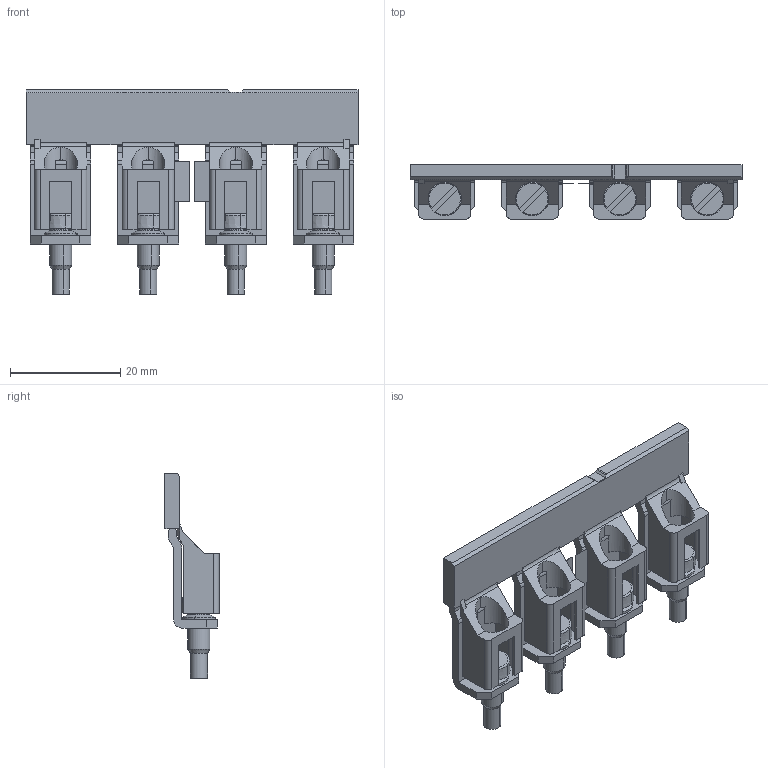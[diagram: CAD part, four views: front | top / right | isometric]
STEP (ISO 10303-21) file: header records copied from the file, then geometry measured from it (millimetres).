
FILE_DESCRIPTION(('CATIA V5 STEP Exchange','CAx-IF Rec.Pracs.--- Model Styling and Organization---1.4--- 2014-01-23'),'2;1');
FILE_NAME ('004740-6_1', '2021-05-28T11:23:21+00:00', ('none'), ('Weidmueller'), 'CATIA Version 5-6 Release 2016 SP3 HF44', 'CATIA V5 STEP AP214', 'none');
FILE_SCHEMA(('AUTOMOTIVE_DESIGN { 1 0 10303 214 1 1 1 1 }'));
Length unit declared in the file: millimetre
Products named in the file (1): WQV 35/4_AllCATPart
Bounding box: 60.3 x 9.85 x 37.1 mm (x, y, z)
Volume: 5022.6 mm3; surface area: 7633.4 mm2
Topology: 13 solids, 13 shells, 383 faces, 1023 edges, 662 vertices
Faces by surface type: plane 229, cylinder 90, cone 40, torus 24
Entity records: 11309 total; most frequent: CARTESIAN_POINT 2412, ORIENTED_EDGE 2046, DIRECTION 1437, EDGE_CURVE 1023, VECTOR 707, LINE 707, VERTEX_POINT 662, AXIS2_PLACEMENT_3D 499
